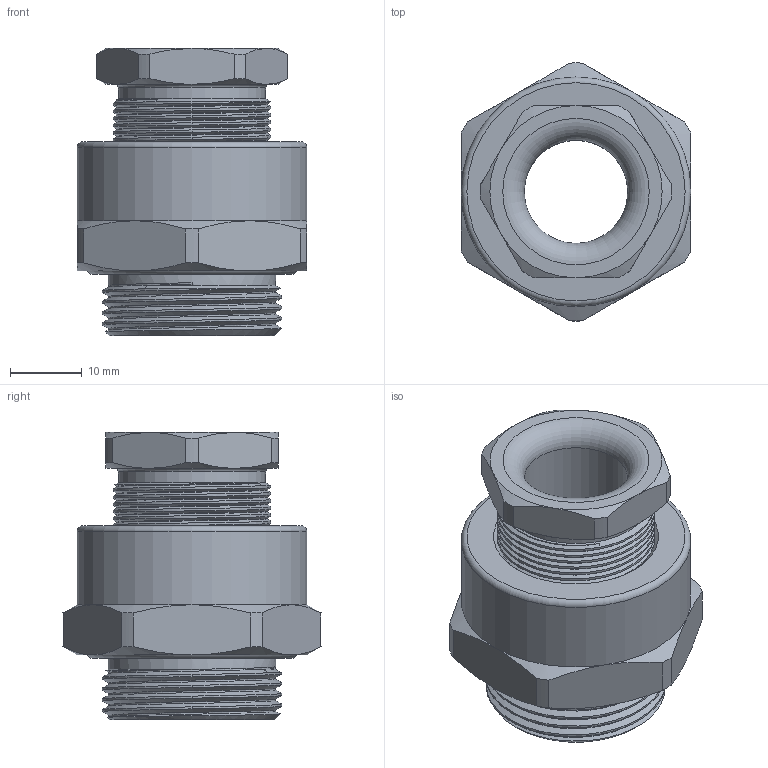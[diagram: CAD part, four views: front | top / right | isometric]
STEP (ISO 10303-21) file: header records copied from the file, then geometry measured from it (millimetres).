
FILE_DESCRIPTION(('HOOPS Exchange Step'),'2;1');
FILE_NAME('m25-c1-9mm-e204-622-conversion.step','2025-03-21T11:42:54+00:00',('root'),('Unknown organisation'),'HOOPS Exchange 2024.3','HOOPS Exchange','Unknown authorisation');
FILE_SCHEMA( ('AP242_MANAGED_MODEL_BASED_3D_ENGINEERING_MIM_LF {1 0 10303 442 1 1 4 }') );
Length unit declared in the file: millimetre
Products named in the file (2): Default; m25-c1-9mm-e204-622-step
Assembly tree (1 placements, depth 2):
  m25-c1-9mm-e204-622-step
    Default
Bounding box: 32 x 35.95 x 40 mm (x, y, z)
Volume: 17542.4 mm3; surface area: 11966 mm2
Topology: 5 solids, 5 shells, 442 faces, 1173 edges, 774 vertices
Faces by surface type: plane 172, extrusion 140, cylinder 80, cone 36, bspline 7, torus 7
Full cylindrical faces by diameter (mm): 14.4 x2, 14.5 x1, 14.8 x1, 20.5 x1, 20.8 x2, 21 x23, 22 x23, 23.3 x1, 25 x3, 25.723 x1, 32 x1
Entity records: 43713 total; most frequent: CARTESIAN_POINT 33335, ORIENTED_EDGE 2346, DIRECTION 1624, EDGE_CURVE 1173, VERTEX_POINT 774, VECTOR 728, LINE 588, B_SPLINE_CURVE_WITH_KNOTS 487
